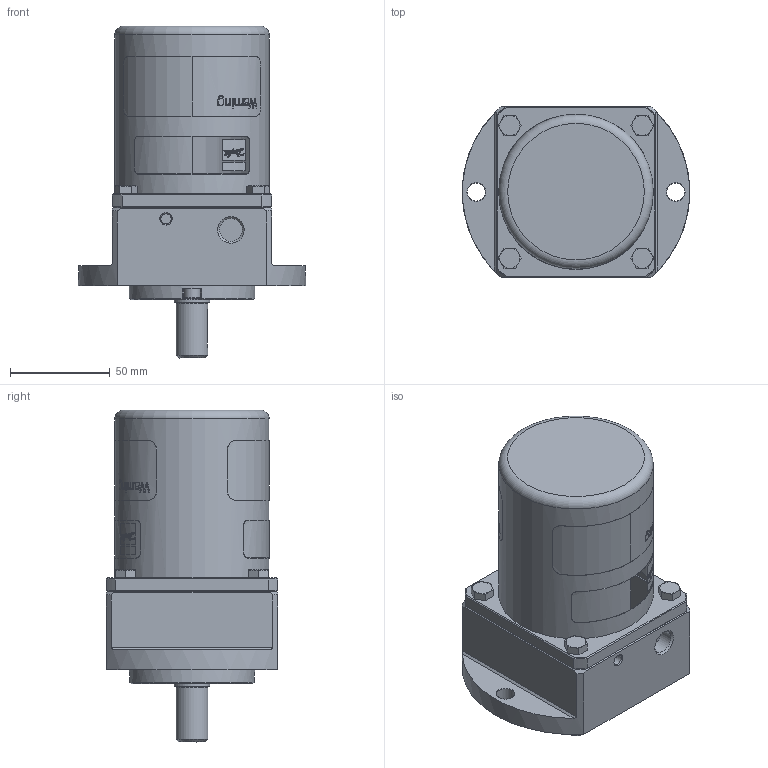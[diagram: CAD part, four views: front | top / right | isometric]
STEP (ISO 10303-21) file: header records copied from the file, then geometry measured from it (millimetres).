
FILE_DESCRIPTION(/* description */ (''),/* implementation_level */ '2;1');
FILE_NAME(/* name */ '180B0022.stp',/* time_stamp */ '2013-12-16T09:39:47+01:00',/* author */ (''),/* organization */ (''),/* preprocessor_version */ 'ST-DEVELOPER v11',/* originating_system */ 'SIEMENS PLM Software NX 7.5',/* authorisation */ '');
FILE_SCHEMA (('CONFIG_CONTROL_DESIGN'));
Length unit declared in the file: millimetre
Products named in the file (1): f3422770w1jt
Bounding box: 114 x 86 x 166.45 mm (x, y, z)
Volume: 749091.5 mm3; surface area: 69011.2 mm2
Topology: 1 solids, 1 shells, 699 faces, 1835 edges, 1198 vertices
Faces by surface type: plane 295, extrusion 177, cylinder 157, cone 59, torus 11
Full cylindrical faces by diameter (mm): 4 x1, 5 x1, 5.188 x2, 8.5 x2, 9 x2, 11.45 x1, 15.99 x1, 17.99 x1, 18.782 x1, 19.45 x1, 20 x1, 21.05 x1, 21.6 x1, 23 x1, 62.975 x1, 70.95 x1, 77.5 x1, 79.975 x1, 80.075 x1
Entity records: 31045 total; most frequent: CARTESIAN_POINT 14815, ORIENTED_EDGE 3510, DIRECTION 2875, EDGE_CURVE 1755, VERTEX_POINT 1177, AXIS2_PLACEMENT_3D 998, VECTOR 879, EDGE_LOOP 812
